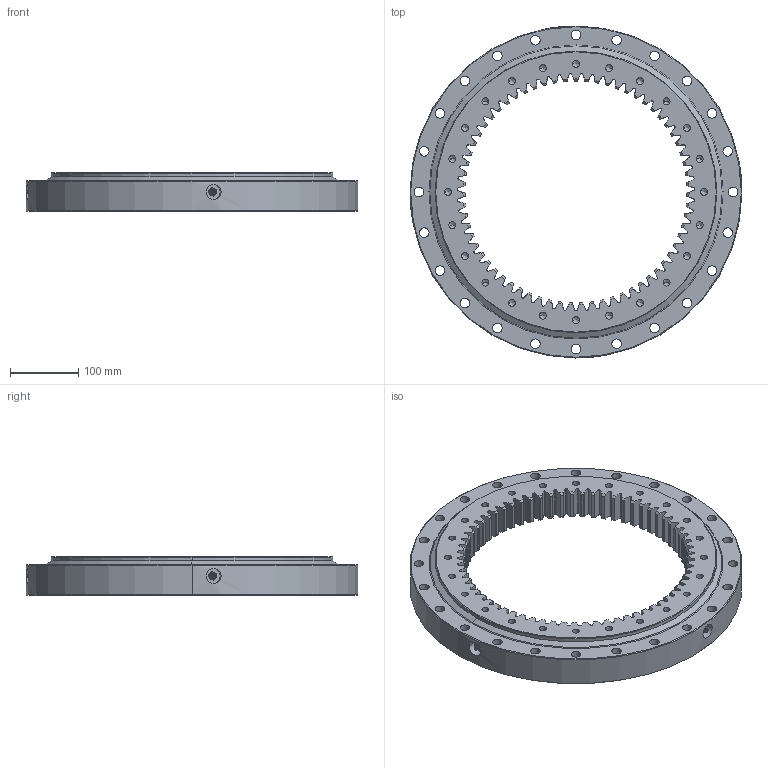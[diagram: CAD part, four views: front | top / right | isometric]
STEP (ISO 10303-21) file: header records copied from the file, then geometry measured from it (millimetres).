
FILE_DESCRIPTION (( 'STEP AP214' ), '1' );
FILE_NAME ('I.486.20.00.B.STEP', '2015-10-28T10:21:45', ( '' ), ( '' ), 'SwSTEP 2.0', 'SolidWorks 2015', '' );
FILE_SCHEMA (( 'AUTOMOTIVE_DESIGN' ));
Length unit declared in the file: millimetre
Products named in the file (7): B.486.B20B.A3N.0 - IR; Grease nipple M10x1mm; B.486.B20B.A3N.0 - OR Seal; I.486.20.00.B; B.486.B20B.A3N.0 - OR; B.486.B20B.A3N.0 - IR Seal; Ball D20
Assembly tree (63 placements, depth 2):
  I.486.20.00.B
    B.486.B20B.A3N.0 - IR
    B.486.B20B.A3N.0 - OR
    Ball D20  x55
    B.486.B20B.A3N.0 - IR Seal
    Grease nipple M10x1mm  x4
    B.486.B20B.A3N.0 - OR Seal
Bounding box: 486 x 486 x 56 mm (x, y, z)
Volume: 3861401.7 mm3; surface area: 755486.5 mm2
Topology: 63 solids, 63 shells, 1382 faces, 3935 edges, 2559 vertices
Faces by surface type: bspline 402, plane 326, cone 274, cylinder 225, sphere 110, torus 45
Entity records: 42007 total; most frequent: CARTESIAN_POINT 13836, ORIENTED_EDGE 6576, DIRECTION 4213, EDGE_CURVE 3288, VERTEX_POINT 2160, AXIS2_PLACEMENT_3D 1485, B_SPLINE_CURVE_WITH_KNOTS 1396, EDGE_LOOP 1270
